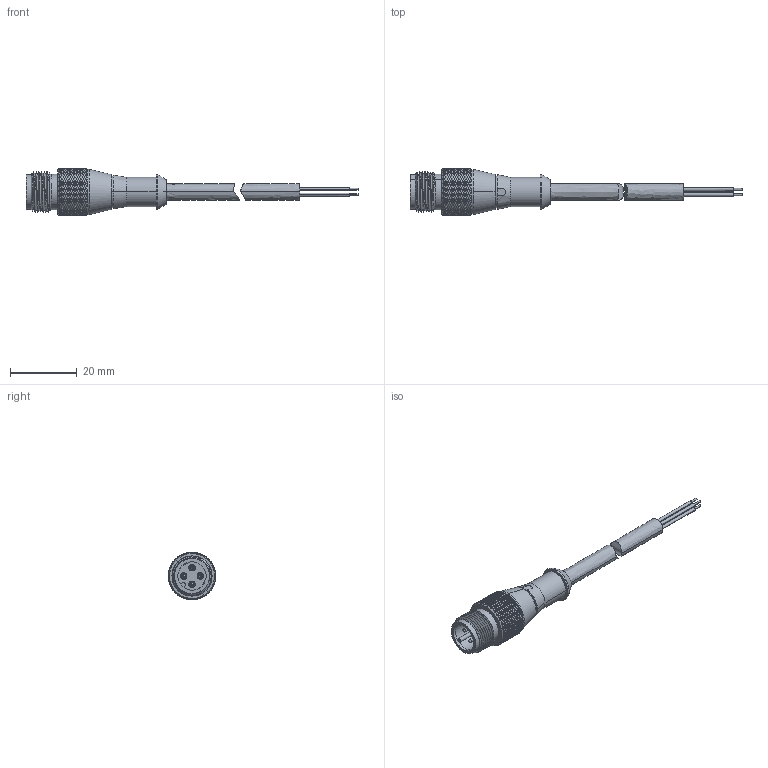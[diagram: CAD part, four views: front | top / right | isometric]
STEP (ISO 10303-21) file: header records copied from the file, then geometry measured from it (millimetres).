
FILE_DESCRIPTION( ('This file contains a STEP AP42 implementation' ,'as created by ZW3D STEP Interface translator.') ,'2;1' );
FILE_NAME( 'R-MS4TZ-X07X.stp' ,'201112.15 329', (''), ('ZWCAD Software Co.'), 'Version 1.0', 'ZW3D to STEP translator', '' );
FILE_SCHEMA(('AUTOMOTIVE_DESIGN'));
Length unit declared in the file: millimetre
Products named in the file (2): 0; R-MA4TZ-V072+R-FA4TZ-V072
Bounding box: 99.53 x 14.2 x 14.2 mm (x, y, z)
Volume: 4458.2 mm3; surface area: 3739.9 mm2
Topology: 8 solids, 8 shells, 3859 faces, 8007 edges, 4173 vertices
Faces by surface type: bspline 3859
Entity records: 235203 total; most frequent: CARTESIAN_POINT 180669, ORIENTED_EDGE 15998, EDGE_CURVE 7999, B_SPLINE_CURVE_WITH_KNOTS 7793, VERTEX_POINT 4173, EDGE_LOOP 3878, FACE_OUTER_BOUND 3859, ADVANCED_FACE 3859
